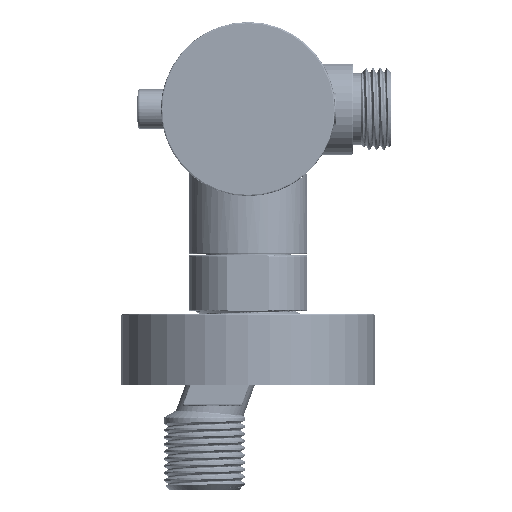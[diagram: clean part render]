
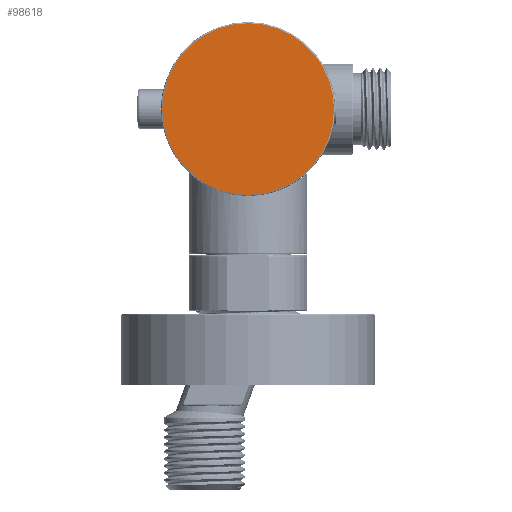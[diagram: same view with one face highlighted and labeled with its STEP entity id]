
A CAD part, left-side view. The second image highlights one B-rep face of the part: STEP entity #98618.
In plain terms, the highlighted face is planar.
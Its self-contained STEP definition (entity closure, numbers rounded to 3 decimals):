
#6208=CIRCLE('',#125905,21.7);
#41770=ORIENTED_EDGE('',*,*,#57794,.T.);
#57794=EDGE_CURVE('',#67960,#67960,#6208,.T.);
#67960=VERTEX_POINT('',#235610);
#82563=EDGE_LOOP('',(#41770));
#90310=FACE_BOUND('',#82563,.T.);
#93350=PLANE('',#125904);
#98618=ADVANCED_FACE('',(#90310),#93350,.T.);
#125904=AXIS2_PLACEMENT_3D('',#235608,#148911,#148912);
#125905=AXIS2_PLACEMENT_3D('',#235609,#148913,#148914);
#148911=DIRECTION('',(0.,0.,1.));
#148912=DIRECTION('',(0.,-1.,0.));
#148913=DIRECTION('',(0.,0.,1.));
#148914=DIRECTION('',(0.,1.,0.));
#235608=CARTESIAN_POINT('',(0.,0.,33.));
#235609=CARTESIAN_POINT('',(0.,0.,33.));
#235610=CARTESIAN_POINT('',(0.,21.7,33.));
